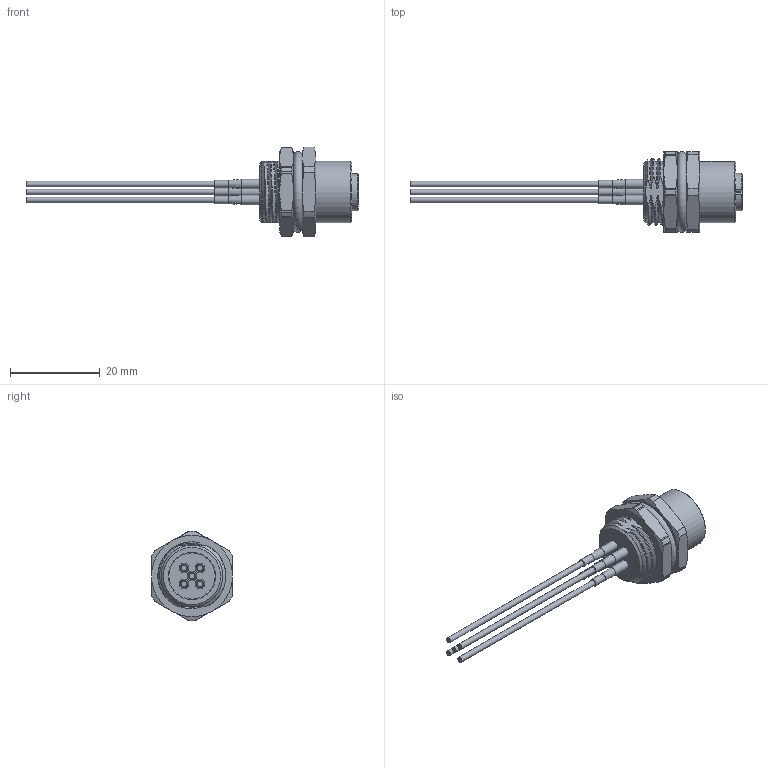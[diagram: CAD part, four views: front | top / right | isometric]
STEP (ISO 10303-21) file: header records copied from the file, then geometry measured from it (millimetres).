
FILE_DESCRIPTION(/* description */ ('Unknown'),/* implementation_level */ '2;1');
FILE_NAME(/* name */ '643362100605',/* time_stamp */ '2021-03-23T17:35:57+01:00',/* author */ ('Unknown'),/* organization */ ('Unknown'),/* preprocessor_version */ 'ST-DEVELOPER v16.7',/* originating_system */ 'DEX',/* authorisation */ $);
FILE_SCHEMA (('AUTOMOTIVE_DESIGN {1 0 10303 214 3 1 1}'));
Length unit declared in the file: millimetre
Products named in the file (15): 6433621006xx2; 6430601006xx; 643060100605; 643xx01004xx_Seal_inner; 6430601006xx_Housing; 6430601006xx_Pin; 6430601006xx_Resin; 643xx01004xx_Seal_outer; 643xx01006xx_Nut; Wire 22AWG Brown; Wire 22AWG White; Wire 22AWG Blue; Wire 22AWG Black; 6433621006xx_Shrink tube; Wire 22AWG Grey
Assembly tree (22 placements, depth 3):
  6433621006xx2
    6430601006xx
      643060100605
      643xx01004xx_Seal_inner
      6430601006xx_Housing
      6430601006xx_Pin  x5
      6430601006xx_Resin
      643xx01004xx_Seal_outer
      643xx01006xx_Nut
    Wire 22AWG Brown
    Wire 22AWG White
    Wire 22AWG Blue
    Wire 22AWG Black
    6433621006xx_Shrink tube  x5
    Wire 22AWG Grey
Bounding box: 73.9 x 18.01 x 20 mm (x, y, z)
Volume: 4071.3 mm3; surface area: 7427.7 mm2
Topology: 21 solids, 21 shells, 618 faces, 1451 edges, 937 vertices
Faces by surface type: plane 246, cylinder 213, cone 108, torus 26, bspline 25
Full cylindrical faces by diameter (mm): 0.77 x5, 1.05 x5, 1.1 x5, 1.2 x5, 1.245 x10, 1.3 x5, 1.6 x20, 1.659 x5, 1.66 x20, 1.7 x10, 1.79 x20, 1.9 x15, 2.1 x5, 8.3 x1, 8.74 x2, 9.14 x1, 9.16 x1, 9.5 x14, 10.58 x1, 10.6 x1, 13.6 x1
Entity records: 21210 total; most frequent: CARTESIAN_POINT 12824, DIRECTION 1607, ORIENTED_EDGE 1464, EDGE_CURVE 732, AXIS2_PLACEMENT_3D 685, FACE_BOUND 567, EDGE_LOOP 563, VERTEX_POINT 545
